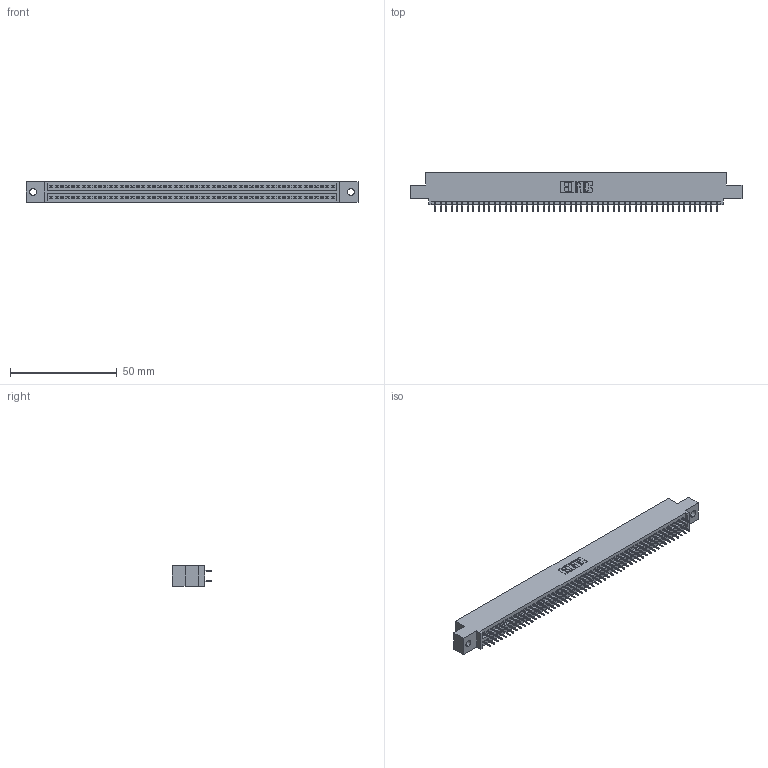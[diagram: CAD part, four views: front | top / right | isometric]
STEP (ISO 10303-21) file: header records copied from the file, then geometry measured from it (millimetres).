
FILE_DESCRIPTION (( 'STEP AP203' ), '1' );
FILE_NAME ('845-106-525-502.STEP', '2020-09-24T06:06:58', ( '' ), ( '' ), 'SwSTEP 2.0', 'SolidWorks 2020', '' );
FILE_SCHEMA (( 'CONFIG_CONTROL_DESIGN' ));
Length unit declared in the file: inch
Products named in the file (3): 845 Part_0.110 Offset - 0.128 Dia; 845-106-525-502; 345-292-001_345-293-125
Assembly tree (107 placements, depth 2):
  845-106-525-502
    845 Part_0.110 Offset - 0.128 Dia
    345-292-001_345-293-125  x106
Bounding box: 155.83 x 18.72 x 9.4 mm (x, y, z)
Volume: 14955 mm3; surface area: 21613.3 mm2
Topology: 107 solids, 107 shells, 5854 faces, 16571 edges, 10622 vertices
Faces by surface type: plane 4218, cylinder 1636
Entity records: 40313 total; most frequent: CARTESIAN_POINT 6748, ORIENTED_EDGE 6682, DIRECTION 5937, EDGE_CURVE 3341, LINE 3001, VECTOR 3001, VERTEX_POINT 2222, AXIS2_PLACEMENT_3D 1468
